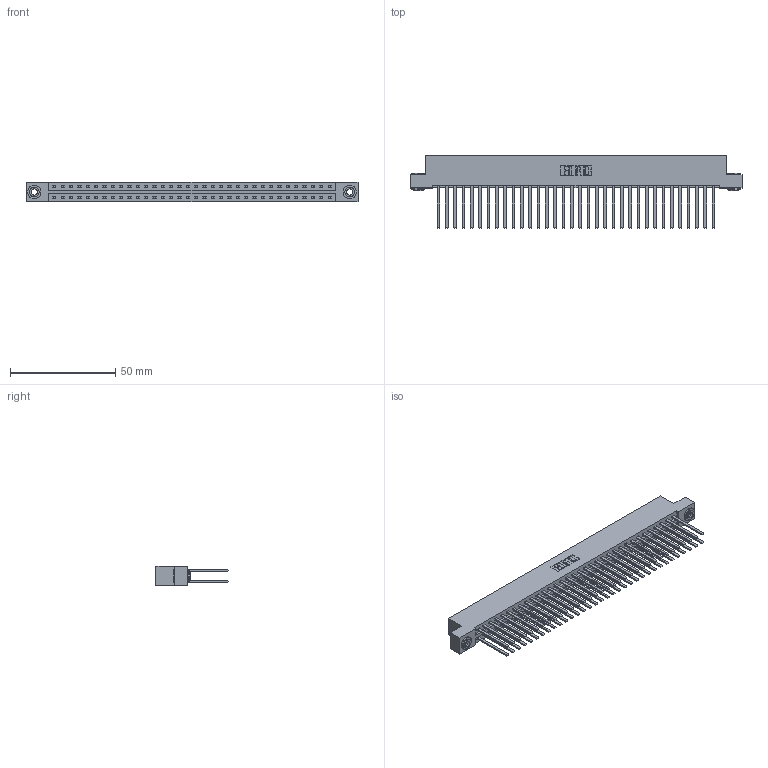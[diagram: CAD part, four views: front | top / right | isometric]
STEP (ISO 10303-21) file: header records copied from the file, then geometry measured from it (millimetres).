
FILE_DESCRIPTION (( 'STEP AP203' ), '1' );
FILE_NAME ('387-068-544-203.STEP', '2018-09-22T15:41:21', ( '' ), ( '' ), 'SwSTEP 2.0', 'SolidWorks 2016', '' );
FILE_SCHEMA (( 'CONFIG_CONTROL_DESIGN' ));
Length unit declared in the file: inch
Products named in the file (4): 345-292-001_345-293-144; 345-250-002_345-250-002-102; 387-068-544-203; 337 Part_Flush Mounting Lugs - 0.156 Dia-TH
Assembly tree (71 placements, depth 2):
  387-068-544-203
    337 Part_Flush Mounting Lugs - 0.156 Dia-TH
    345-292-001_345-293-144  x68
    345-250-002_345-250-002-102  x2
Bounding box: 157.73 x 34.3 x 9.4 mm (x, y, z)
Volume: 17489.4 mm3; surface area: 23032.5 mm2
Topology: 71 solids, 71 shells, 3416 faces, 10111 edges, 6646 vertices
Faces by surface type: plane 2392, cylinder 1016, cone 8
Entity records: 27862 total; most frequent: CARTESIAN_POINT 4673, ORIENTED_EDGE 4602, DIRECTION 4019, EDGE_CURVE 2301, VECTOR 2153, LINE 2153, VERTEX_POINT 1530, AXIS2_PLACEMENT_3D 933
